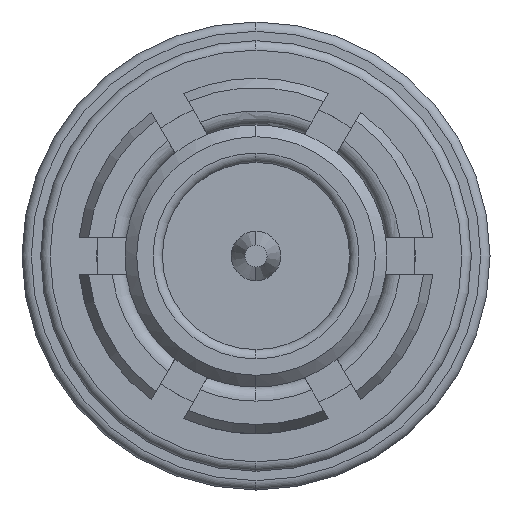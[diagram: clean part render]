
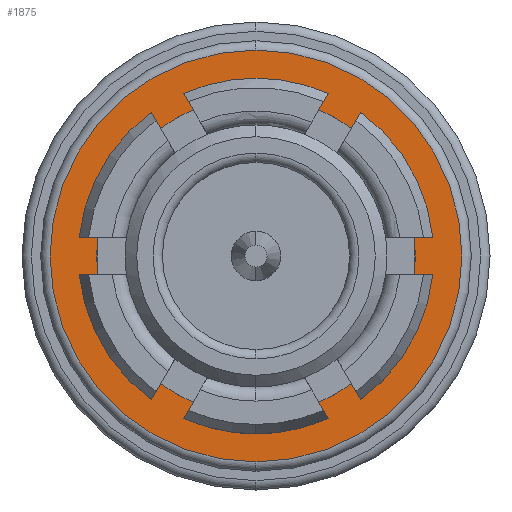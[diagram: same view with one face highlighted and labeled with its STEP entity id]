
A CAD part, left-side view. The second image highlights one B-rep face of the part: STEP entity #1875.
In plain terms, the highlighted planar face has unit normal (-1, 0, 0).
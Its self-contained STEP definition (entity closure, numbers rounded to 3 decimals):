
#265 = CIRCLE ( 'NONE', #6075, 2.2 ) ;
#391 = PLANE ( 'NONE',  #3490 ) ;
#417 = ORIENTED_EDGE ( 'NONE', *, *, #1920, .F. ) ;
#467 = CARTESIAN_POINT ( 'NONE',  ( -0.9, 0., 0. ) ) ;
#569 = ORIENTED_EDGE ( 'NONE', *, *, #7635, .T. ) ;
#735 = EDGE_LOOP ( 'NONE', ( #7345, #417 ) ) ;
#812 = CIRCLE ( 'NONE', #1346, 1.7 ) ;
#875 = CARTESIAN_POINT ( 'NONE',  ( -0.9, 0., 2.2 ) ) ;
#1062 = DIRECTION ( 'NONE',  ( 0., 0., 1. ) ) ;
#1092 = EDGE_CURVE ( 'NONE', #2277, #3911, #6947, .T. ) ;
#1210 = VERTEX_POINT ( 'NONE', #2706 ) ;
#1346 = AXIS2_PLACEMENT_3D ( 'NONE', #2906, #7182, #3520 ) ;
#1875 = ADVANCED_FACE ( 'NONE', ( #5287, #2038 ), #391, .F. ) ;
#1920 = EDGE_CURVE ( 'NONE', #1210, #5803, #812, .T. ) ;
#2038 = FACE_BOUND ( 'NONE', #735, .T. ) ;
#2169 = CARTESIAN_POINT ( 'NONE',  ( -0.9, 0., 0. ) ) ;
#2277 = VERTEX_POINT ( 'NONE', #875 ) ;
#2633 = ORIENTED_EDGE ( 'NONE', *, *, #1092, .T. ) ;
#2706 = CARTESIAN_POINT ( 'NONE',  ( -0.9, 0., -1.7 ) ) ;
#2778 = DIRECTION ( 'NONE',  ( 0., 0., -1. ) ) ;
#2825 = DIRECTION ( 'NONE',  ( 1., 0., 0. ) ) ;
#2906 = CARTESIAN_POINT ( 'NONE',  ( -0.9, 0., 0. ) ) ;
#3097 = DIRECTION ( 'NONE',  ( -1., 0., 0. ) ) ;
#3490 = AXIS2_PLACEMENT_3D ( 'NONE', #6509, #2825, #7105 ) ;
#3520 = DIRECTION ( 'NONE',  ( 0., 0., 1. ) ) ;
#3646 = CIRCLE ( 'NONE', #4837, 1.7 ) ;
#3911 = VERTEX_POINT ( 'NONE', #6027 ) ;
#4280 = EDGE_LOOP ( 'NONE', ( #569, #2633 ) ) ;
#4552 = CARTESIAN_POINT ( 'NONE',  ( -0.9, 0., 1.7 ) ) ;
#4727 = DIRECTION ( 'NONE',  ( -1., 0., 0. ) ) ;
#4837 = AXIS2_PLACEMENT_3D ( 'NONE', #467, #4727, #1062 ) ;
#4975 = AXIS2_PLACEMENT_3D ( 'NONE', #2169, #6463, #2778 ) ;
#5287 = FACE_OUTER_BOUND ( 'NONE', #4280, .T. ) ;
#5803 = VERTEX_POINT ( 'NONE', #4552 ) ;
#5906 = EDGE_CURVE ( 'NONE', #5803, #1210, #3646, .T. ) ;
#6027 = CARTESIAN_POINT ( 'NONE',  ( -0.9, 0., -2.2 ) ) ;
#6075 = AXIS2_PLACEMENT_3D ( 'NONE', #6779, #3097, #7369 ) ;
#6463 = DIRECTION ( 'NONE',  ( -1., 0., 0. ) ) ;
#6509 = CARTESIAN_POINT ( 'NONE',  ( -0.9, 1.7, 0. ) ) ;
#6779 = CARTESIAN_POINT ( 'NONE',  ( -0.9, 0., 0. ) ) ;
#6947 = CIRCLE ( 'NONE', #4975, 2.2 ) ;
#7105 = DIRECTION ( 'NONE',  ( 0., 0., -1. ) ) ;
#7182 = DIRECTION ( 'NONE',  ( -1., 0., 0. ) ) ;
#7345 = ORIENTED_EDGE ( 'NONE', *, *, #5906, .F. ) ;
#7369 = DIRECTION ( 'NONE',  ( 0., 0., -1. ) ) ;
#7635 = EDGE_CURVE ( 'NONE', #3911, #2277, #265, .T. ) ;
